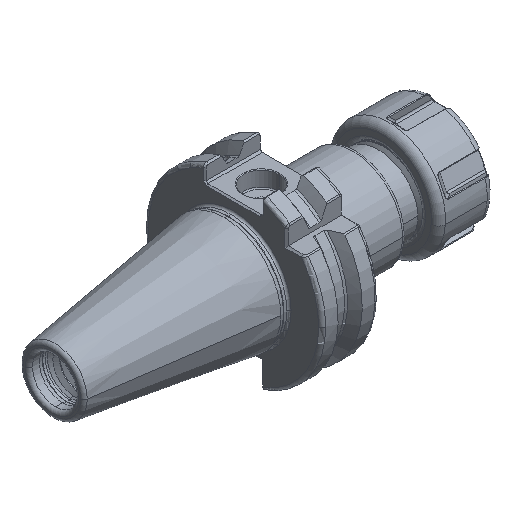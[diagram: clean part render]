
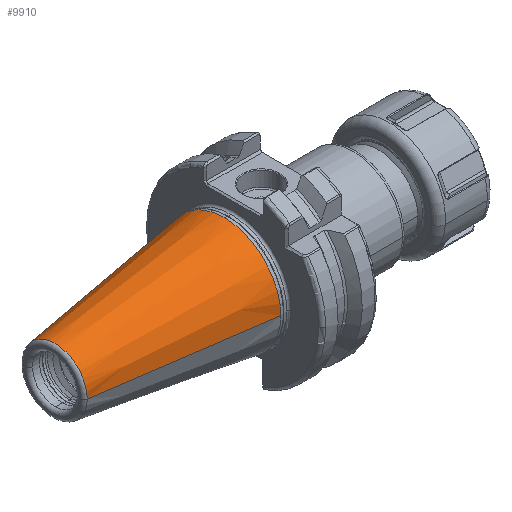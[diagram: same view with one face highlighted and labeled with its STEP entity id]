
A CAD part, isometric view. The second image highlights one B-rep face of the part: STEP entity #9910.
In plain terms, the highlighted conical face has half-angle 8.297 degrees and reference radius 16.342 mm.
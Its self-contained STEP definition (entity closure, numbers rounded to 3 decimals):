
#3100 = CARTESIAN_POINT ( 'NONE',  ( -50.144, -9.029, 0. ) ) ;
#3249 = CARTESIAN_POINT ( 'NONE',  ( -2.6, 0., 15.962 ) ) ;
#3279 = CARTESIAN_POINT ( 'NONE',  ( -50.144, 9.029, 0. ) ) ;
#3423 = EDGE_LOOP ( 'NONE', ( #10229, #10231, #10252, #10198, #10235 ) ) ;
#3563 = EDGE_CURVE ( 'NONE', #26628, #26621, #11315, .T. ) ;
#3573 = EDGE_CURVE ( 'NONE', #26621, #25544, #11333, .T. ) ;
#3600 = EDGE_CURVE ( 'NONE', #25544, #26632, #11399, .T. ) ;
#3603 = EDGE_CURVE ( 'NONE', #26632, #25530, #11390, .T. ) ;
#3604 = EDGE_CURVE ( 'NONE', #26628, #25530, #11382, .T. ) ;
#5418 = CARTESIAN_POINT ( 'NONE',  ( -2.6, -15.962, 0. ) ) ;
#5449 = CARTESIAN_POINT ( 'NONE',  ( -2.6, 15.962, 0. ) ) ;
#9910 = ADVANCED_FACE ( 'NONE', ( #24687 ), #24692, .T. ) ;
#10198 = ORIENTED_EDGE ( 'NONE', *, *, #3603, .T. ) ;
#10229 = ORIENTED_EDGE ( 'NONE', *, *, #3563, .T. ) ;
#10231 = ORIENTED_EDGE ( 'NONE', *, *, #3573, .T. ) ;
#10235 = ORIENTED_EDGE ( 'NONE', *, *, #3604, .F. ) ;
#10252 = ORIENTED_EDGE ( 'NONE', *, *, #3600, .T. ) ;
#11315 = CIRCLE ( 'NONE', #19054, 9.029 ) ;
#11333 = LINE ( 'NONE', #18520, #11339 ) ;
#11339 = VECTOR ( 'NONE', #18523, 1000. ) ;
#11382 = LINE ( 'NONE', #18613, #11403 ) ;
#11390 = CIRCLE ( 'NONE', #19088, 15.962 ) ;
#11399 = CIRCLE ( 'NONE', #19079, 15.962 ) ;
#11403 = VECTOR ( 'NONE', #18582, 1000. ) ;
#12969 = DIRECTION ( 'NONE',  ( 0., 1., 0. ) ) ;
#12999 = CARTESIAN_POINT ( 'NONE',  ( 0., 0., 0. ) ) ;
#13011 = DIRECTION ( 'NONE',  ( 1., 0., 0. ) ) ;
#17932 = CARTESIAN_POINT ( 'NONE',  ( -2.6, 0., 0. ) ) ;
#17976 = DIRECTION ( 'NONE',  ( -1., 0., 0. ) ) ;
#18398 = CARTESIAN_POINT ( 'NONE',  ( -50.144, 0., 0. ) ) ;
#18404 = DIRECTION ( 'NONE',  ( 1., 0., 0. ) ) ;
#18423 = DIRECTION ( 'NONE',  ( 0., -1., 0. ) ) ;
#18482 = DIRECTION ( 'NONE',  ( 0., 0., 1. ) ) ;
#18520 = CARTESIAN_POINT ( 'NONE',  ( 0., -16.342, 0. ) ) ;
#18523 = DIRECTION ( 'NONE',  ( 0.99, -0.144, 0. ) ) ;
#18580 = DIRECTION ( 'NONE',  ( 0., 0., 1. ) ) ;
#18582 = DIRECTION ( 'NONE',  ( 0.99, 0.144, 0. ) ) ;
#18598 = CARTESIAN_POINT ( 'NONE',  ( -2.6, 0., 0. ) ) ;
#18613 = CARTESIAN_POINT ( 'NONE',  ( 0., 16.342, 0. ) ) ;
#18617 = DIRECTION ( 'NONE',  ( -1., 0., 0. ) ) ;
#19054 = AXIS2_PLACEMENT_3D ( 'NONE', #18398, #18404, #18423 ) ;
#19079 = AXIS2_PLACEMENT_3D ( 'NONE', #18598, #18617, #18580 ) ;
#19088 = AXIS2_PLACEMENT_3D ( 'NONE', #17932, #17976, #18482 ) ;
#19202 = AXIS2_PLACEMENT_3D ( 'NONE', #12999, #13011, #12969 ) ;
#24687 = FACE_OUTER_BOUND ( 'NONE', #3423, .T. ) ;
#24692 = CONICAL_SURFACE ( 'NONE', #19202, 16.342, 0.145 ) ;
#25530 = VERTEX_POINT ( 'NONE', #5449 ) ;
#25544 = VERTEX_POINT ( 'NONE', #5418 ) ;
#26621 = VERTEX_POINT ( 'NONE', #3100 ) ;
#26628 = VERTEX_POINT ( 'NONE', #3279 ) ;
#26632 = VERTEX_POINT ( 'NONE', #3249 ) ;
